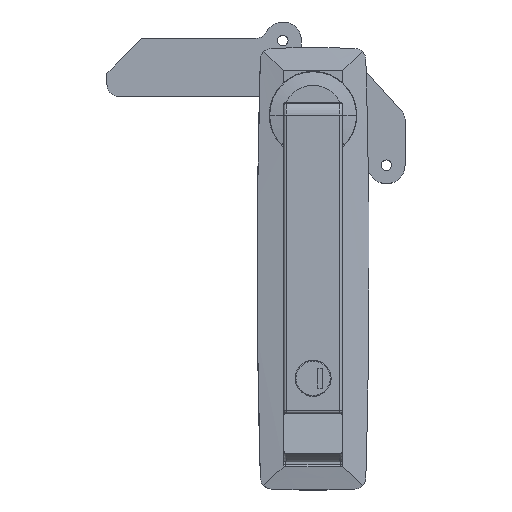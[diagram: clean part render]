
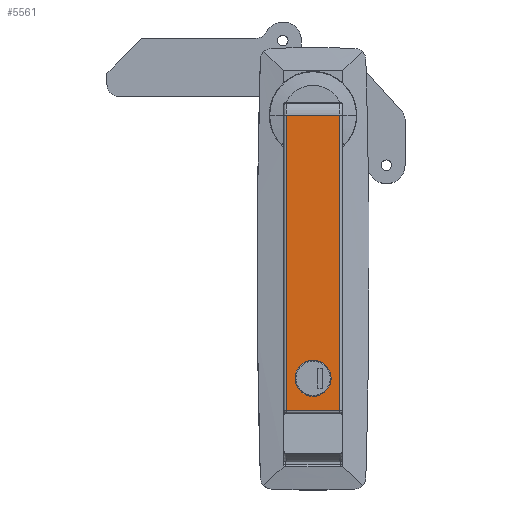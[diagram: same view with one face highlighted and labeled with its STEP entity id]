
A CAD part, top view. The second image highlights one B-rep face of the part: STEP entity #5561.
In plain terms, the highlighted planar face has unit normal (0, 0, 1).
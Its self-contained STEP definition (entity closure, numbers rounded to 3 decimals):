
#244 = CARTESIAN_POINT ( 'NONE',  ( 0., -113., 7. ) ) ;
#645 = CARTESIAN_POINT ( 'NONE',  ( -11.5, -127., 7. ) ) ;
#708 = EDGE_CURVE ( 'NONE', #4989, #8359, #16145, .T. ) ;
#1047 = DIRECTION ( 'NONE',  ( 1., 0., 0. ) ) ;
#1498 = DIRECTION ( 'NONE',  ( -1., 0., 0. ) ) ;
#1615 = ORIENTED_EDGE ( 'NONE', *, *, #9815, .F. ) ;
#2647 = PLANE ( 'NONE',  #16591 ) ;
#2696 = FACE_BOUND ( 'NONE', #10204, .T. ) ;
#3558 = EDGE_CURVE ( 'NONE', #13287, #7916, #3669, .T. ) ;
#3669 = CIRCLE ( 'NONE', #10255, 7.75 ) ;
#3845 = CARTESIAN_POINT ( 'NONE',  ( 0., -114.5, 7. ) ) ;
#3890 = CARTESIAN_POINT ( 'NONE',  ( -11.5, -114.5, 7. ) ) ;
#3899 = DIRECTION ( 'NONE',  ( -1., 0., 0. ) ) ;
#4035 = EDGE_LOOP ( 'NONE', ( #17111, #6461, #5589, #4212 ) ) ;
#4149 = ORIENTED_EDGE ( 'NONE', *, *, #3558, .F. ) ;
#4212 = ORIENTED_EDGE ( 'NONE', *, *, #15842, .T. ) ;
#4438 = LINE ( 'NONE', #3890, #5820 ) ;
#4989 = VERTEX_POINT ( 'NONE', #18529 ) ;
#5211 = CARTESIAN_POINT ( 'NONE',  ( -7.75, -113., 7. ) ) ;
#5561 = ADVANCED_FACE ( 'NONE', ( #13286, #2696 ), #2647, .F. ) ;
#5589 = ORIENTED_EDGE ( 'NONE', *, *, #16583, .T. ) ;
#5820 = VECTOR ( 'NONE', #8065, 1000. ) ;
#6048 = DIRECTION ( 'NONE',  ( 0., 0., 1. ) ) ;
#6461 = ORIENTED_EDGE ( 'NONE', *, *, #11271, .T. ) ;
#6673 = CARTESIAN_POINT ( 'NONE',  ( 11.5, -127., 7. ) ) ;
#7266 = VERTEX_POINT ( 'NONE', #645 ) ;
#7861 = VERTEX_POINT ( 'NONE', #6673 ) ;
#7916 = VERTEX_POINT ( 'NONE', #5211 ) ;
#8065 = DIRECTION ( 'NONE',  ( 0., -1., 0. ) ) ;
#8339 = DIRECTION ( 'NONE',  ( 0., 0., -1. ) ) ;
#8359 = VERTEX_POINT ( 'NONE', #17607 ) ;
#8978 = CARTESIAN_POINT ( 'NONE',  ( 7.75, -113., 7. ) ) ;
#9460 = VECTOR ( 'NONE', #1047, 1000. ) ;
#9815 = EDGE_CURVE ( 'NONE', #7916, #13287, #17803, .T. ) ;
#10204 = EDGE_LOOP ( 'NONE', ( #4149, #1615 ) ) ;
#10255 = AXIS2_PLACEMENT_3D ( 'NONE', #15390, #16783, #18303 ) ;
#11271 = EDGE_CURVE ( 'NONE', #4989, #7266, #4438, .T. ) ;
#13270 = LINE ( 'NONE', #15459, #9460 ) ;
#13286 = FACE_OUTER_BOUND ( 'NONE', #4035, .T. ) ;
#13287 = VERTEX_POINT ( 'NONE', #8978 ) ;
#13512 = CARTESIAN_POINT ( 'NONE',  ( -12.5, -0.099, 7. ) ) ;
#13764 = AXIS2_PLACEMENT_3D ( 'NONE', #244, #6048, #1498 ) ;
#15104 = CARTESIAN_POINT ( 'NONE',  ( 11.5, -114.5, 7. ) ) ;
#15390 = CARTESIAN_POINT ( 'NONE',  ( 0., -113., 7. ) ) ;
#15459 = CARTESIAN_POINT ( 'NONE',  ( 0., -127., 7. ) ) ;
#15738 = VECTOR ( 'NONE', #17825, 1000. ) ;
#15842 = EDGE_CURVE ( 'NONE', #7861, #8359, #17549, .T. ) ;
#16145 = LINE ( 'NONE', #13512, #17955 ) ;
#16583 = EDGE_CURVE ( 'NONE', #7266, #7861, #13270, .T. ) ;
#16591 = AXIS2_PLACEMENT_3D ( 'NONE', #3845, #8339, #3899 ) ;
#16783 = DIRECTION ( 'NONE',  ( 0., 0., 1. ) ) ;
#17111 = ORIENTED_EDGE ( 'NONE', *, *, #708, .F. ) ;
#17549 = LINE ( 'NONE', #15104, #15738 ) ;
#17601 = DIRECTION ( 'NONE',  ( 1., 0., 0. ) ) ;
#17607 = CARTESIAN_POINT ( 'NONE',  ( 11.5, -0.099, 7. ) ) ;
#17803 = CIRCLE ( 'NONE', #13764, 7.75 ) ;
#17825 = DIRECTION ( 'NONE',  ( 0., 1., 0. ) ) ;
#17955 = VECTOR ( 'NONE', #17601, 1000. ) ;
#18303 = DIRECTION ( 'NONE',  ( -1., 0., 0. ) ) ;
#18529 = CARTESIAN_POINT ( 'NONE',  ( -11.5, -0.099, 7. ) ) ;
